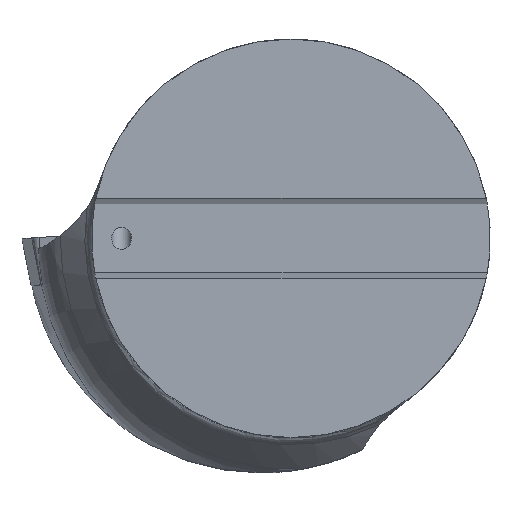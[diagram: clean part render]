
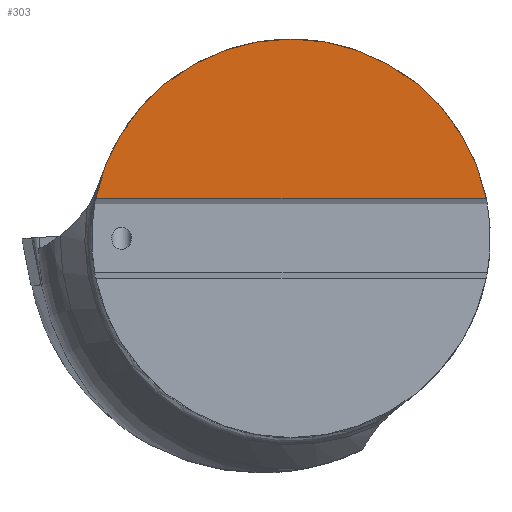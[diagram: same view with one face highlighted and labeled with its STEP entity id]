
A CAD part, top view. The second image highlights one B-rep face of the part: STEP entity #303.
In plain terms, the highlighted planar face has unit normal (0, 0, 1).
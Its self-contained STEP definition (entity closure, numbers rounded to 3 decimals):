
#230=EDGE_CURVE('240[2]',#665,#666,#667,.T.);
#303=ADVANCED_FACE('240[2]',(#785),#786,.T.);
#609=EDGE_CURVE('240[2]',#665,#666,#1180,.F.);
#665=VERTEX_POINT('',#1252);
#666=VERTEX_POINT('',#1253);
#667=LINE('',#1254,#1255);
#785=FACE_OUTER_BOUND('',#1497,.T.);
#786=PLANE('',#1498);
#1180=CIRCLE('',#2551,20.0);
#1252=CARTESIAN_POINT('',(-19.596,4.0,0.));
#1253=CARTESIAN_POINT('',(19.596,4.0,0.));
#1254=CARTESIAN_POINT('',(-17.621,4.0,0.));
#1255=VECTOR('',#2596,1.0);
#1497=EDGE_LOOP('',(#2691,#2692));
#1498=AXIS2_PLACEMENT_3D('',#2693,#2694,#2695);
#2551=AXIS2_PLACEMENT_3D('',#3126,#3127,#3128);
#2596=DIRECTION('',(1.0,0.,0.));
#2691=ORIENTED_EDGE('',*,*,#230,.T.);
#2692=ORIENTED_EDGE('',*,*,#609,.F.);
#2693=CARTESIAN_POINT('',(-8.5,0.,0.));
#2694=DIRECTION('',(0.,0.,1.0));
#2695=DIRECTION('',(0.,-1.0,0.));
#3126=CARTESIAN_POINT('',(0.0,0.0,0.0));
#3127=DIRECTION('',(0.,0.,1.0));
#3128=DIRECTION('',(0.,1.0,0.));
